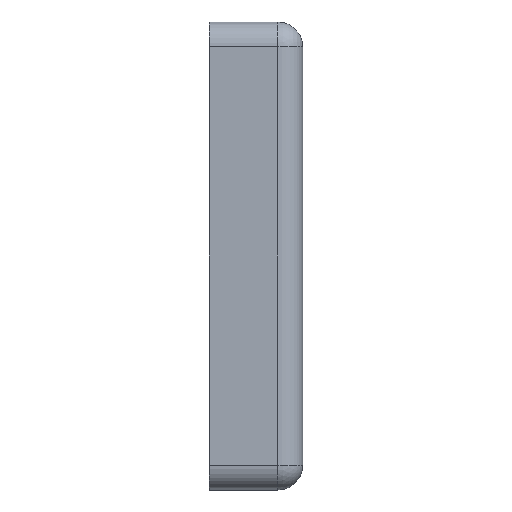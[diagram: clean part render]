
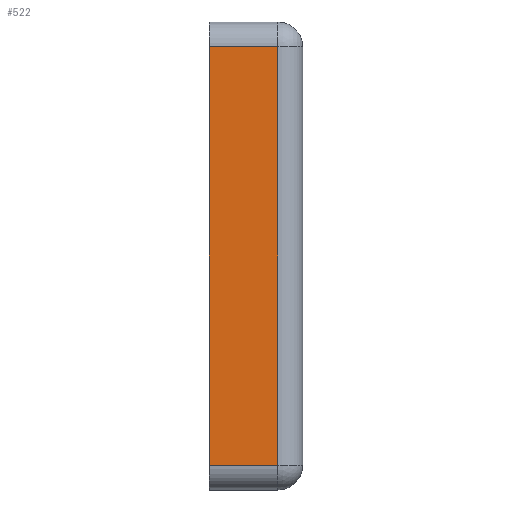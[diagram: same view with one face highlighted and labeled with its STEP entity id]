
A CAD part, left-side view. The second image highlights one B-rep face of the part: STEP entity #522.
In plain terms, the highlighted planar face has unit normal (-1, 0, 0).
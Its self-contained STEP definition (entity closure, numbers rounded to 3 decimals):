
#153 = CARTESIAN_POINT ( 'NONE',  ( -60., 15., -37.5 ) ) ;
#171 = DIRECTION ( 'NONE',  ( 0., 0., 1. ) ) ;
#434 = DIRECTION ( 'NONE',  ( 0., -1., 0. ) ) ;
#484 = LINE ( 'NONE', #3246, #3304 ) ;
#522 = ADVANCED_FACE ( 'NONE', ( #2509 ), #1326, .F. ) ;
#575 = EDGE_CURVE ( 'NONE', #1125, #633, #1492, .T. ) ;
#633 = VERTEX_POINT ( 'NONE', #3279 ) ;
#943 = DIRECTION ( 'NONE',  ( 0., 0., 1. ) ) ;
#1073 = ORIENTED_EDGE ( 'NONE', *, *, #4332, .T. ) ;
#1125 = VERTEX_POINT ( 'NONE', #2176 ) ;
#1246 = EDGE_CURVE ( 'NONE', #1125, #2140, #4765, .T. ) ;
#1268 = EDGE_LOOP ( 'NONE', ( #2088, #1073, #4804, #2844 ) ) ;
#1326 = PLANE ( 'NONE',  #3782 ) ;
#1369 = VECTOR ( 'NONE', #171, 1000. ) ;
#1452 = CARTESIAN_POINT ( 'NONE',  ( -60., 15., 33.5 ) ) ;
#1492 = LINE ( 'NONE', #4814, #1369 ) ;
#1721 = DIRECTION ( 'NONE',  ( 0., 0., -1. ) ) ;
#2088 = ORIENTED_EDGE ( 'NONE', *, *, #4213, .T. ) ;
#2140 = VERTEX_POINT ( 'NONE', #4542 ) ;
#2176 = CARTESIAN_POINT ( 'NONE',  ( -60., 15., -33.5 ) ) ;
#2251 = CARTESIAN_POINT ( 'NONE',  ( -60., 4., 33.5 ) ) ;
#2333 = LINE ( 'NONE', #1452, #4415 ) ;
#2509 = FACE_OUTER_BOUND ( 'NONE', #1268, .T. ) ;
#2729 = CARTESIAN_POINT ( 'NONE',  ( -60., 15., -33.5 ) ) ;
#2731 = VERTEX_POINT ( 'NONE', #2251 ) ;
#2844 = ORIENTED_EDGE ( 'NONE', *, *, #1246, .T. ) ;
#3246 = CARTESIAN_POINT ( 'NONE',  ( -60., 4., -37.5 ) ) ;
#3279 = CARTESIAN_POINT ( 'NONE',  ( -60., 15., 33.5 ) ) ;
#3304 = VECTOR ( 'NONE', #943, 1000. ) ;
#3782 = AXIS2_PLACEMENT_3D ( 'NONE', #153, #4030, #1721 ) ;
#4030 = DIRECTION ( 'NONE',  ( 1., 0., 0. ) ) ;
#4213 = EDGE_CURVE ( 'NONE', #2140, #2731, #484, .T. ) ;
#4332 = EDGE_CURVE ( 'NONE', #2731, #633, #2333, .T. ) ;
#4415 = VECTOR ( 'NONE', #4537, 1000. ) ;
#4537 = DIRECTION ( 'NONE',  ( 0., 1., 0. ) ) ;
#4542 = CARTESIAN_POINT ( 'NONE',  ( -60., 4., -33.5 ) ) ;
#4765 = LINE ( 'NONE', #2729, #4888 ) ;
#4804 = ORIENTED_EDGE ( 'NONE', *, *, #575, .F. ) ;
#4814 = CARTESIAN_POINT ( 'NONE',  ( -60., 15., -37.5 ) ) ;
#4888 = VECTOR ( 'NONE', #434, 1000. ) ;
